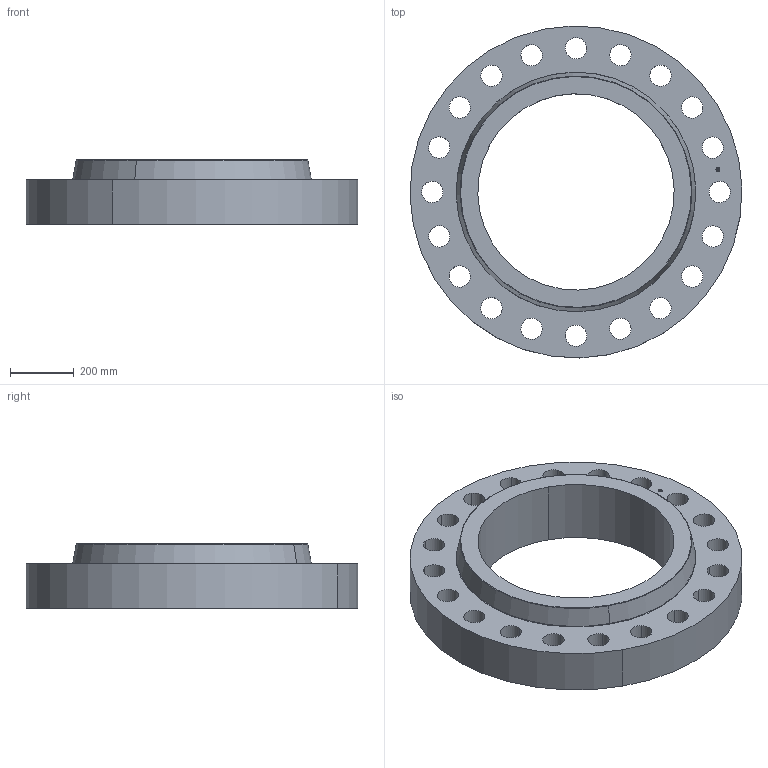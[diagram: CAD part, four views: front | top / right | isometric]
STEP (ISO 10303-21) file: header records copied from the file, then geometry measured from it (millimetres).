
FILE_DESCRIPTION(('3D STEP'),'2;1');
FILE_NAME('24-900-SLIP-ON-FF-FLANGE.stp','2013-03-04T13:57:11+00:00',('Texas Flange'),(''),'CATIA Version 5 Release 20 SP 6 (IN-10)','CATIA V5 STEP AP214','800-826-3801');
FILE_SCHEMA(('AUTOMOTIVE_DESIGN { 1 0 10303 214 1 1 1 1 }'));
Length unit declared in the file: inch
Products named in the file (1): 24-900-SLIP-ON-FF-FLANGE
Bounding box: 1041.11 x 1041.11 x 203.2 mm (x, y, z)
Volume: 75824414.2 mm3; surface area: 2525643.3 mm2
Topology: 1 solids, 1 shells, 438 faces, 1250 edges, 832 vertices
Faces by surface type: plane 368, cylinder 64, torus 4, cone 2
Entity records: 16408 total; most frequent: ORIENTED_EDGE 2500, CARTESIAN_POINT 2462, DIRECTION 2008, EDGE_CURVE 1250, VECTOR 1110, LINE 1110, VERTEX_POINT 832, AXIS2_PLACEMENT_3D 520
